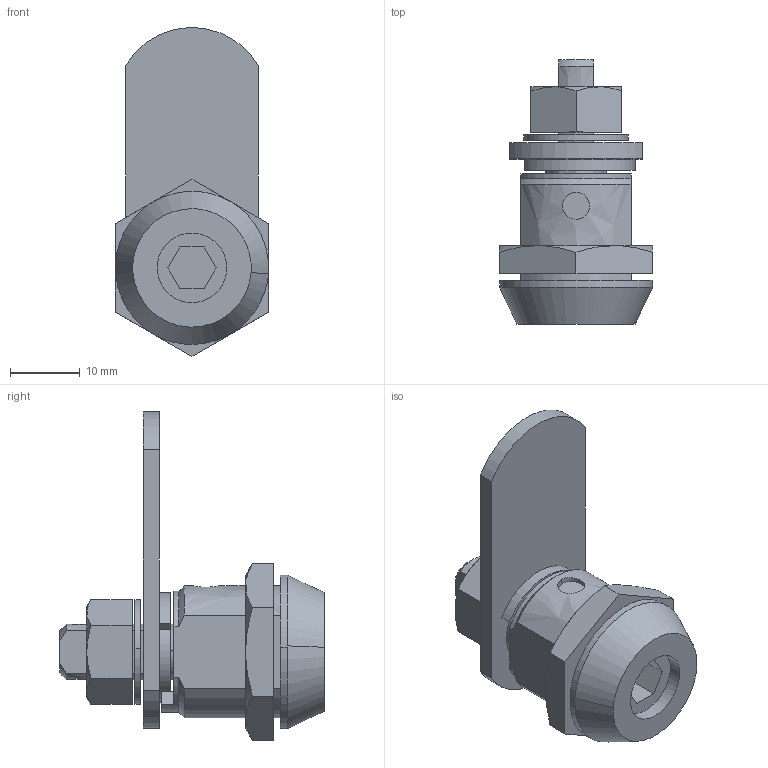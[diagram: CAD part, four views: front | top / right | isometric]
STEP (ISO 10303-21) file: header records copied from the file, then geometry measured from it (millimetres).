
FILE_DESCRIPTION((''),'2;1');
FILE_NAME('','2005-07-15T15:04:29',(''),(''),'','CADfix','');
FILE_SCHEMA(('AUTOMOTIVE_DESIGN'));
Length unit declared in the file: millimetre
Products named in the file (8): washer; shaft; nut_B; nut_A; cam_B; cam_A; body; TL_193_1_24300_36
Assembly tree (7 placements, depth 2):
  TL_193_1_24300_36
    washer
    shaft
    nut_B
    nut_A
    cam_B
    cam_A
    body
Bounding box: 22 x 38 x 47.19 mm (x, y, z)
Volume: 8483.5 mm3; surface area: 7943 mm2
Topology: 7 solids, 7 shells, 104 faces, 298 edges, 212 vertices
Faces by surface type: bspline 104
Entity records: 4255 total; most frequent: CARTESIAN_POINT 2352, ORIENTED_EDGE 596, EDGE_CURVE 298, VERTEX_POINT 212, QUASI_UNIFORM_CURVE 132, EDGE_LOOP 122, FACE_OUTER_BOUND 104, ADVANCED_FACE 104
